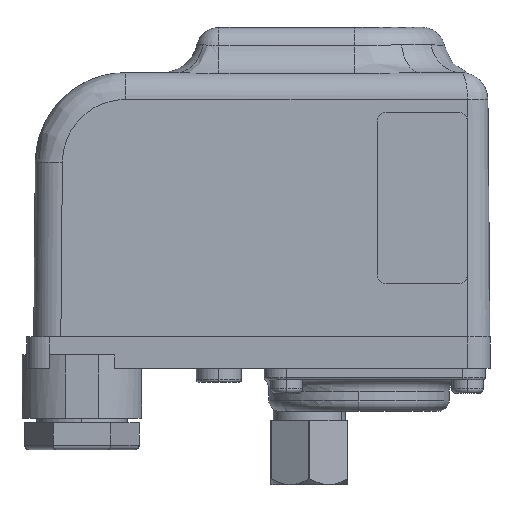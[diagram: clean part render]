
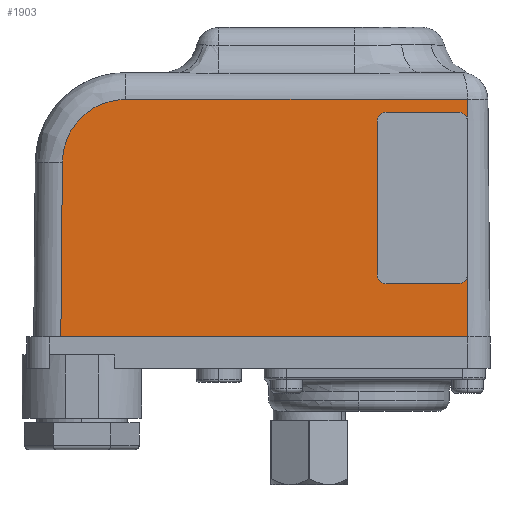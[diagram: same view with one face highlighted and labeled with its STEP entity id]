
A CAD part, left-side view. The second image highlights one B-rep face of the part: STEP entity #1903.
In plain terms, the highlighted planar face has unit normal (-1, 0, 0.009).
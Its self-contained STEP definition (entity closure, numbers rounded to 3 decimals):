
#1356=CARTESIAN_POINT('Vertex',(-29.566,-17.,53.76)) ;
#1361=CARTESIAN_POINT('Axis2P3D Location',(-29.583,-17.,51.76)) ;
#1365=CARTESIAN_POINT('Vertex',(-29.583,-15.,51.76)) ;
#1396=CARTESIAN_POINT('Vertex',(-29.566,-33.,53.76)) ;
#1401=CARTESIAN_POINT('Line Origine',(-29.566,-25.,53.76)) ;
#1423=CARTESIAN_POINT('Line Origine',(-29.732,-15.,34.761)) ;
#1427=CARTESIAN_POINT('Vertex',(-29.88,-15.,17.761)) ;
#1507=CARTESIAN_POINT('Vertex',(-29.583,-35.,51.76)) ;
#1510=CARTESIAN_POINT('Axis2P3D Location',(-29.583,-33.,51.76)) ;
#1527=CARTESIAN_POINT('Axis2P3D Location',(-29.88,-17.,17.761)) ;
#1531=CARTESIAN_POINT('Vertex',(-29.897,-17.,15.762)) ;
#1551=CARTESIAN_POINT('Line Origine',(-29.897,-25.,15.762)) ;
#1555=CARTESIAN_POINT('Vertex',(-29.897,-33.,15.762)) ;
#1575=CARTESIAN_POINT('Axis2P3D Location',(-29.88,-33.,17.761)) ;
#1579=CARTESIAN_POINT('Vertex',(-29.88,-35.,17.761)) ;
#1643=CARTESIAN_POINT('Vertex',(-30.,-35.,4.)) ;
#1646=CARTESIAN_POINT('Line Origine',(-30.,10.,4.)) ;
#1650=CARTESIAN_POINT('Vertex',(-30.,55.,4.)) ;
#1719=CARTESIAN_POINT('Vertex',(-29.541,-35.,56.552)) ;
#1724=CARTESIAN_POINT('Line Origine',(-29.771,-35.,30.285)) ;
#1729=CARTESIAN_POINT('Line Origine',(-29.771,-35.,30.285)) ;
#1862=CARTESIAN_POINT('Axis2P3D Location',(-30.,10.5,4.)) ;
#1867=CARTESIAN_POINT('Line Origine',(-29.541,10.,56.552)) ;
#1871=CARTESIAN_POINT('Vertex',(-29.541,40.663,56.552)) ;
#1875=CARTESIAN_POINT('Control Point',(-29.662,54.663,42.675)) ;
#1876=CARTESIAN_POINT('Control Point',(-29.624,54.625,47.048)) ;
#1877=CARTESIAN_POINT('Control Point',(-29.586,52.883,51.411)) ;
#1878=CARTESIAN_POINT('Control Point',(-29.556,49.415,54.849)) ;
#1879=CARTESIAN_POINT('Control Point',(-29.541,45.037,56.552)) ;
#1880=CARTESIAN_POINT('Control Point',(-29.541,40.663,56.552)) ;
#1881=CARTESIAN_POINT('Vertex',(-29.662,54.663,42.675)) ;
#1885=CARTESIAN_POINT('Control Point',(-30.,55.,4.)) ;
#1886=CARTESIAN_POINT('Control Point',(-29.662,54.663,42.675)) ;
#1362=DIRECTION('Axis2P3D Direction',(-1.,0.,0.009)) ;
#1402=DIRECTION('Vector Direction',(0.,-1.,0.)) ;
#1424=DIRECTION('Vector Direction',(-0.009,0.,-1.)) ;
#1511=DIRECTION('Axis2P3D Direction',(-1.,0.,0.009)) ;
#1528=DIRECTION('Axis2P3D Direction',(-1.,0.,0.009)) ;
#1552=DIRECTION('Vector Direction',(0.,1.,0.)) ;
#1576=DIRECTION('Axis2P3D Direction',(-1.,0.,0.009)) ;
#1647=DIRECTION('Vector Direction',(0.,-1.,0.)) ;
#1725=DIRECTION('Vector Direction',(-0.009,0.,-1.)) ;
#1730=DIRECTION('Vector Direction',(-0.009,0.,-1.)) ;
#1863=DIRECTION('Axis2P3D Direction',(1.,0.,-0.009)) ;
#1864=DIRECTION('Axis2P3D XDirection',(0.,-1.,0.)) ;
#1868=DIRECTION('Vector Direction',(0.,-1.,0.)) ;
#1363=AXIS2_PLACEMENT_3D('Circle Axis2P3D',#1361,#1362,$) ;
#1512=AXIS2_PLACEMENT_3D('Circle Axis2P3D',#1510,#1511,$) ;
#1529=AXIS2_PLACEMENT_3D('Circle Axis2P3D',#1527,#1528,$) ;
#1577=AXIS2_PLACEMENT_3D('Circle Axis2P3D',#1575,#1576,$) ;
#1865=AXIS2_PLACEMENT_3D('Plane Axis2P3D',#1862,#1863,#1864) ;
#1889=ORIENTED_EDGE('',*,*,#1873,.F.) ;
#1890=ORIENTED_EDGE('',*,*,#1883,.F.) ;
#1891=ORIENTED_EDGE('',*,*,#1887,.F.) ;
#1892=ORIENTED_EDGE('',*,*,#1652,.F.) ;
#1893=ORIENTED_EDGE('',*,*,#1733,.T.) ;
#1894=ORIENTED_EDGE('',*,*,#1581,.F.) ;
#1895=ORIENTED_EDGE('',*,*,#1557,.F.) ;
#1896=ORIENTED_EDGE('',*,*,#1533,.F.) ;
#1897=ORIENTED_EDGE('',*,*,#1429,.F.) ;
#1898=ORIENTED_EDGE('',*,*,#1367,.F.) ;
#1899=ORIENTED_EDGE('',*,*,#1405,.F.) ;
#1900=ORIENTED_EDGE('',*,*,#1514,.F.) ;
#1901=ORIENTED_EDGE('',*,*,#1728,.T.) ;
#1403=VECTOR('Line Direction',#1402,1.) ;
#1425=VECTOR('Line Direction',#1424,1.) ;
#1553=VECTOR('Line Direction',#1552,1.) ;
#1648=VECTOR('Line Direction',#1647,1.) ;
#1726=VECTOR('Line Direction',#1725,1.) ;
#1731=VECTOR('Line Direction',#1730,1.) ;
#1869=VECTOR('Line Direction',#1868,1.) ;
#1903=ADVANCED_FACE('COPERCHIO',(#1902),#1866,.F.) ;
#1874=B_SPLINE_CURVE_WITH_KNOTS('',5,(#1875,#1876,#1877,#1878,#1879,#1880),.UNSPECIFIED.,.F.,.U.,(6,6),(57.631,95.768),.UNSPECIFIED.) ;
#1884=B_SPLINE_CURVE_WITH_KNOTS('',1,(#1885,#1886),.UNSPECIFIED.,.F.,.U.,(2,2),(-29.258,9.419),.UNSPECIFIED.) ;
#1364=CIRCLE('generated circle',#1363,2.) ;
#1513=CIRCLE('generated circle',#1512,2.) ;
#1530=CIRCLE('generated circle',#1529,2.) ;
#1578=CIRCLE('generated circle',#1577,2.) ;
#1367=EDGE_CURVE('',#1357,#1366,#1364,.T.) ;
#1405=EDGE_CURVE('',#1397,#1357,#1404,.F.) ;
#1429=EDGE_CURVE('',#1366,#1428,#1426,.T.) ;
#1514=EDGE_CURVE('',#1508,#1397,#1513,.T.) ;
#1533=EDGE_CURVE('',#1428,#1532,#1530,.T.) ;
#1557=EDGE_CURVE('',#1532,#1556,#1554,.F.) ;
#1581=EDGE_CURVE('',#1556,#1580,#1578,.T.) ;
#1652=EDGE_CURVE('',#1644,#1651,#1649,.F.) ;
#1728=EDGE_CURVE('',#1508,#1720,#1727,.F.) ;
#1733=EDGE_CURVE('',#1644,#1580,#1732,.F.) ;
#1873=EDGE_CURVE('',#1872,#1720,#1870,.T.) ;
#1883=EDGE_CURVE('',#1882,#1872,#1874,.T.) ;
#1887=EDGE_CURVE('',#1651,#1882,#1884,.T.) ;
#1888=EDGE_LOOP('',(#1889,#1890,#1891,#1892,#1893,#1894,#1895,#1896,#1897,#1898,#1899,#1900,#1901)) ;
#1902=FACE_OUTER_BOUND('',#1888,.T.) ;
#1404=LINE('Line',#1401,#1403) ;
#1426=LINE('Line',#1423,#1425) ;
#1554=LINE('Line',#1551,#1553) ;
#1649=LINE('Line',#1646,#1648) ;
#1727=LINE('Line',#1724,#1726) ;
#1732=LINE('Line',#1729,#1731) ;
#1870=LINE('Line',#1867,#1869) ;
#1866=PLANE('',#1865) ;
#1357=VERTEX_POINT('',#1356) ;
#1366=VERTEX_POINT('',#1365) ;
#1397=VERTEX_POINT('',#1396) ;
#1428=VERTEX_POINT('',#1427) ;
#1508=VERTEX_POINT('',#1507) ;
#1532=VERTEX_POINT('',#1531) ;
#1556=VERTEX_POINT('',#1555) ;
#1580=VERTEX_POINT('',#1579) ;
#1644=VERTEX_POINT('',#1643) ;
#1651=VERTEX_POINT('',#1650) ;
#1720=VERTEX_POINT('',#1719) ;
#1872=VERTEX_POINT('',#1871) ;
#1882=VERTEX_POINT('',#1881) ;
